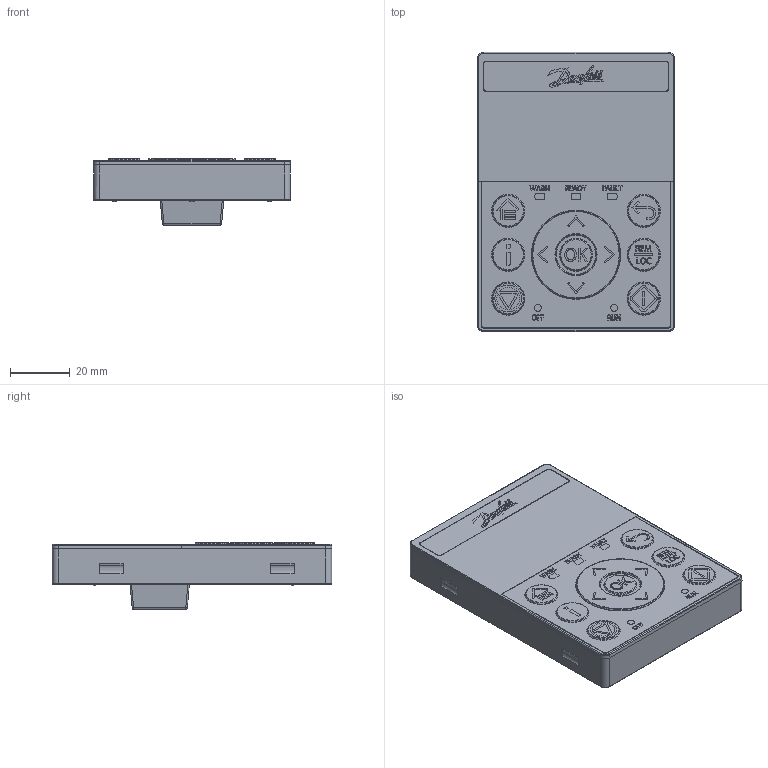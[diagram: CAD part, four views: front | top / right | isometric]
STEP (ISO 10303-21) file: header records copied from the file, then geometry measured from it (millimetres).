
FILE_DESCRIPTION((''),'2;1');
FILE_NAME('132G0180_ELCP_ASM','2023-01-18T13:32:17',('U244350'),('Danfoss Drives'),'CREO PARAMETRIC BY PTC INC, 2022124','CREO PARAMETRIC BY PTC INC, 2022124','');
FILE_SCHEMA(('CONFIG_CONTROL_DESIGN','GEOMETRIC_VALIDATION_PROPERTIES_MIM'));
Products named in the file (18): 132G0182_1; 132G0182_2; SCREW_NUT_XL; 132G0182_ASY_ASM; 132G0186_RUBBER; 132G0186_ADH; 132G0186_ASM; 132G0185; 132G0181_ASM; 132G0183; LENS_LCD_640F4147; LCD-HOLDER_640F4147; LCD_MFPC_BEND_640F4147; LCD_AKFPC_640F4147; 640F4147_ASM; 640F4056_20220718; FRJ45062-1300K6M0100A_REF_ASM; 132G0180_ELCP_ASM
Assembly tree (19 placements, depth 4):
  132G0180_ELCP_ASM
    132G0181_ASM
      132G0182_ASY_ASM
        132G0182_1
        132G0182_2
        SCREW_NUT_XL  x3
      132G0186_ASM
        132G0186_RUBBER
        132G0186_ADH
      132G0185
    132G0183
    640F4147_ASM
      LENS_LCD_640F4147
      LCD-HOLDER_640F4147
      LCD_MFPC_BEND_640F4147
      LCD_AKFPC_640F4147
    FRJ45062-1300K6M0100A_REF_ASM
      640F4056_20220718
Bounding box: 66 x 93.65 x 22.25 mm (x, y, z)
Volume: 41239.8 mm3; surface area: 72963.4 mm2
Topology: 14 solids, 70 shells, 4211 faces, 11268 edges, 7169 vertices
Faces by surface type: plane 1823, cylinder 1092, bspline 612, cone 293, torus 257, sphere 97, extrusion 37
Entity records: 210880 total; most frequent: CARTESIAN_POINT 76046, ORIENTED_EDGE 21580, DIRECTION 18803, EDGE_CURVE 11138, PRESENTATION_STYLE_ASSIGNMENT 9592, STYLED_ITEM 9503, CURVE_STYLE 8109, VERTEX_POINT 7097
